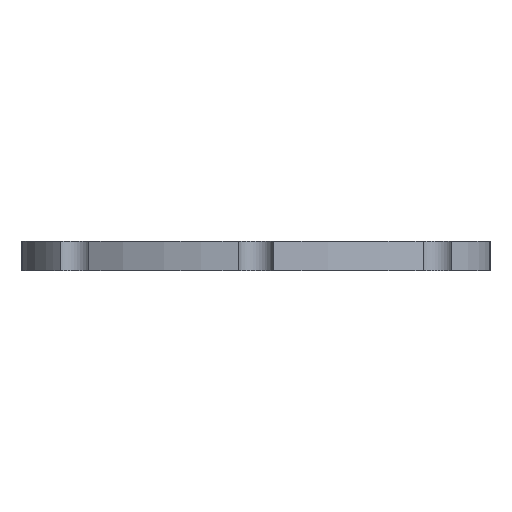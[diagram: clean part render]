
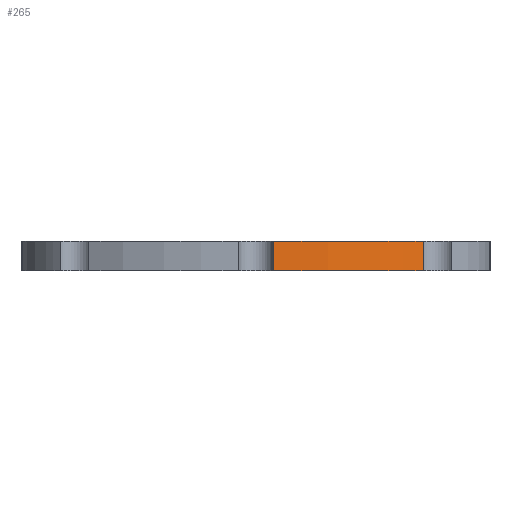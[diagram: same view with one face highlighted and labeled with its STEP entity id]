
A CAD part, front view. The second image highlights one B-rep face of the part: STEP entity #265.
In plain terms, the highlighted free-form (B-spline) face has degree [3, 1] with [4, 2] control points.
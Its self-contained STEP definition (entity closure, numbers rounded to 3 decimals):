
#7 = CARTESIAN_POINT ( 'NONE',  ( 1.5, -70.965, 2.5 ) ) ;
#72 = CARTESIAN_POINT ( 'NONE',  ( 14.21, -67.297, 2.5 ) ) ;
#78 = CARTESIAN_POINT ( 'NONE',  ( 14.21, -67.297, 2.5 ) ) ;
#84 = CARTESIAN_POINT ( 'NONE',  ( 14.21, -67.297, 2.5 ) ) ;
#99 = ORIENTED_EDGE ( 'NONE', *, *, #719, .F. ) ;
#108 =( BOUNDED_CURVE ( )  B_SPLINE_CURVE ( 3, ( #230, #860, #787, #72 ),
 .UNSPECIFIED., .F., .F. ) 
 B_SPLINE_CURVE_WITH_KNOTS ( ( 4, 4 ),
 ( 1.646, 2.361 ),
 .UNSPECIFIED. ) 
 CURVE ( )  GEOMETRIC_REPRESENTATION_ITEM ( )  RATIONAL_B_SPLINE_CURVE ( ( 1., 0.958, 0.958, 1. ) ) 
 REPRESENTATION_ITEM ( '' )  );
#116 = CARTESIAN_POINT ( 'NONE',  ( 1.5, -70.965, 2.5 ) ) ;
#128 = DIRECTION ( 'NONE',  ( 0., 0., -1. ) ) ;
#185 = VERTEX_POINT ( 'NONE', #725 ) ;
#190 = EDGE_LOOP ( 'NONE', ( #830, #813, #99, #261 ) ) ;
#220 = CARTESIAN_POINT ( 'NONE',  ( 1.5, -70.965, 0. ) ) ;
#230 = CARTESIAN_POINT ( 'NONE',  ( 1.5, -70.965, 2.5 ) ) ;
#236 = CARTESIAN_POINT ( 'NONE',  ( 10.781, -69.46, 2.5 ) ) ;
#241 = CARTESIAN_POINT ( 'NONE',  ( 1.5, -70.965, 0. ) ) ;
#261 = ORIENTED_EDGE ( 'NONE', *, *, #684, .T. ) ;
#264 = VERTEX_POINT ( 'NONE', #78 ) ;
#265 = ADVANCED_FACE ( 'NONE', ( #372 ), #721, .F. ) ;
#322 = EDGE_CURVE ( 'NONE', #825, #185, #728, .T. ) ;
#372 = FACE_OUTER_BOUND ( 'NONE', #190, .T. ) ;
#378 = CARTESIAN_POINT ( 'NONE',  ( 14.21, -67.297, 0. ) ) ;
#392 = CARTESIAN_POINT ( 'NONE',  ( 1.5, -70.965, 0. ) ) ;
#419 = VECTOR ( 'NONE', #128, 1000. ) ;
#444 = CARTESIAN_POINT ( 'NONE',  ( 10.781, -69.46, 0. ) ) ;
#504 = CARTESIAN_POINT ( 'NONE',  ( 6.358, -70.736, 2.5 ) ) ;
#518 = EDGE_CURVE ( 'NONE', #185, #264, #528, .T. ) ;
#528 = LINE ( 'NONE', #84, #710 ) ;
#548 = VERTEX_POINT ( 'NONE', #7 ) ;
#588 = CARTESIAN_POINT ( 'NONE',  ( 6.358, -70.736, 0. ) ) ;
#606 = CARTESIAN_POINT ( 'NONE',  ( 6.358, -70.736, 0. ) ) ;
#684 = EDGE_CURVE ( 'NONE', #548, #825, #759, .T. ) ;
#710 = VECTOR ( 'NONE', #736, 1000. ) ;
#719 = EDGE_CURVE ( 'NONE', #548, #264, #108, .T. ) ;
#721 =( BOUNDED_SURFACE ( )  B_SPLINE_SURFACE ( 3, 1, ( 
 ( #811, #241 ),
 ( #504, #588 ),
 ( #236, #444 ),
 ( #731, #378 ) ),
 .UNSPECIFIED., .F., .F., .F. ) 
 B_SPLINE_SURFACE_WITH_KNOTS ( ( 4, 4 ),
 ( 2, 2 ),
 ( 0., 1. ),
 ( 0., 1. ),
 .UNSPECIFIED. ) 
 GEOMETRIC_REPRESENTATION_ITEM ( )  RATIONAL_B_SPLINE_SURFACE ( (
 ( 1., 1.),
 ( 0.958, 0.958),
 ( 0.958, 0.958),
 ( 1., 1.) ) ) 
 REPRESENTATION_ITEM ( '' )  SURFACE ( )  );
#725 = CARTESIAN_POINT ( 'NONE',  ( 14.21, -67.297, 0. ) ) ;
#728 =( BOUNDED_CURVE ( )  B_SPLINE_CURVE ( 3, ( #392, #606, #827, #818 ),
 .UNSPECIFIED., .F., .T. ) 
 B_SPLINE_CURVE_WITH_KNOTS ( ( 4, 4 ),
 ( 1.646, 2.361 ),
 .UNSPECIFIED. ) 
 CURVE ( )  GEOMETRIC_REPRESENTATION_ITEM ( )  RATIONAL_B_SPLINE_CURVE ( ( 1., 0.958, 0.958, 1. ) ) 
 REPRESENTATION_ITEM ( '' )  );
#731 = CARTESIAN_POINT ( 'NONE',  ( 14.21, -67.297, 2.5 ) ) ;
#736 = DIRECTION ( 'NONE',  ( 0., 0., 1. ) ) ;
#759 = LINE ( 'NONE', #116, #419 ) ;
#787 = CARTESIAN_POINT ( 'NONE',  ( 10.781, -69.46, 2.5 ) ) ;
#811 = CARTESIAN_POINT ( 'NONE',  ( 1.5, -70.965, 2.5 ) ) ;
#813 = ORIENTED_EDGE ( 'NONE', *, *, #518, .T. ) ;
#818 = CARTESIAN_POINT ( 'NONE',  ( 14.21, -67.297, 0. ) ) ;
#825 = VERTEX_POINT ( 'NONE', #220 ) ;
#827 = CARTESIAN_POINT ( 'NONE',  ( 10.781, -69.46, 0. ) ) ;
#830 = ORIENTED_EDGE ( 'NONE', *, *, #322, .T. ) ;
#860 = CARTESIAN_POINT ( 'NONE',  ( 6.358, -70.736, 2.5 ) ) ;
